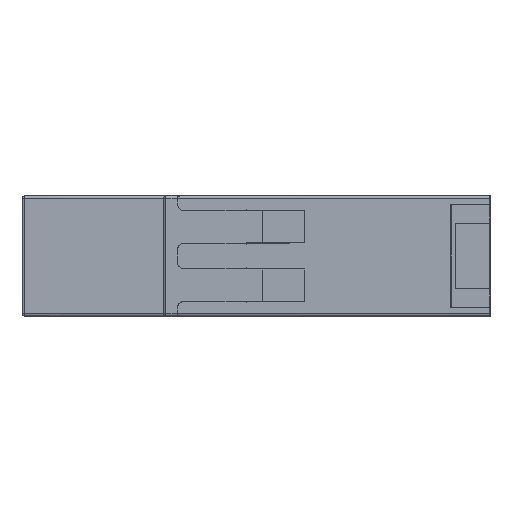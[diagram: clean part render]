
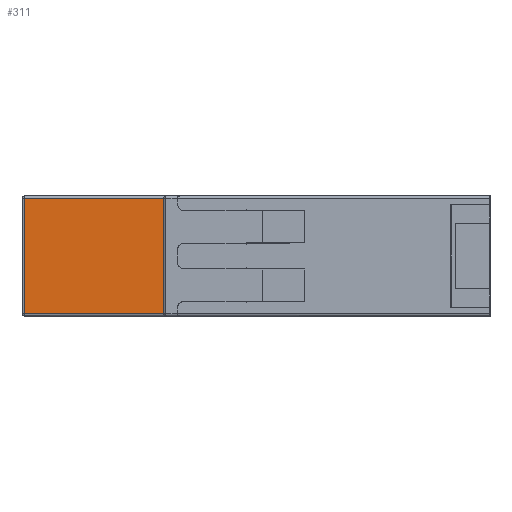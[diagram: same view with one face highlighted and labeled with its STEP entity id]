
A CAD part, left-side view. The second image highlights one B-rep face of the part: STEP entity #311.
In plain terms, the highlighted planar face has unit normal (-1, 0.009, 0).
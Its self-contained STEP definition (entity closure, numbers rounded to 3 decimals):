
#311 = ADVANCED_FACE ( 'NONE', ( #3185 ), #17023, .T. ) ;
#796 = CARTESIAN_POINT ( 'NONE',  ( 12., 34.1, -6.326 ) ) ;
#850 = DIRECTION ( 'NONE',  ( -0.009, -1., 0. ) ) ;
#874 = CARTESIAN_POINT ( 'NONE',  ( 12., 34.1, 7.85 ) ) ;
#1100 = VECTOR ( 'NONE', #15953, 1000. ) ;
#1397 = LINE ( 'NONE', #23094, #18910 ) ;
#1623 = CARTESIAN_POINT ( 'NONE',  ( 11.94, 27.2, 6.45 ) ) ;
#1790 = EDGE_CURVE ( 'NONE', #15404, #3338, #7521, .T. ) ;
#1941 = EDGE_CURVE ( 'NONE', #9126, #4206, #1397, .T. ) ;
#2048 = EDGE_CURVE ( 'NONE', #8122, #22600, #23465, .T. ) ;
#2057 = CARTESIAN_POINT ( 'NONE',  ( 12., 34.1, 1.15 ) ) ;
#2061 = VECTOR ( 'NONE', #11799, 1000. ) ;
#2263 = EDGE_CURVE ( 'NONE', #20077, #22546, #5054, .T. ) ;
#2494 = CARTESIAN_POINT ( 'NONE',  ( 11.94, 27.2, 7.55 ) ) ;
#2542 = VECTOR ( 'NONE', #5488, 1000. ) ;
#2608 = VECTOR ( 'NONE', #19183, 1000. ) ;
#2640 = VECTOR ( 'NONE', #17132, 1000. ) ;
#2712 = ORIENTED_EDGE ( 'NONE', *, *, #6000, .F. ) ;
#2962 = EDGE_CURVE ( 'NONE', #4181, #6507, #22409, .T. ) ;
#3052 = EDGE_CURVE ( 'NONE', #22546, #9789, #16610, .T. ) ;
#3165 = CARTESIAN_POINT ( 'NONE',  ( 12., 34.1, -1.15 ) ) ;
#3185 = FACE_OUTER_BOUND ( 'NONE', #6483, .T. ) ;
#3338 = VERTEX_POINT ( 'NONE', #11196 ) ;
#3634 = ORIENTED_EDGE ( 'NONE', *, *, #7656, .T. ) ;
#4181 = VERTEX_POINT ( 'NONE', #20622 ) ;
#4194 = CARTESIAN_POINT ( 'NONE',  ( 12., 34.1, 7.85 ) ) ;
#4206 = VERTEX_POINT ( 'NONE', #2494 ) ;
#5054 = LINE ( 'NONE', #23161, #1100 ) ;
#5488 = DIRECTION ( 'NONE',  ( 0., 0., 1. ) ) ;
#5529 = VECTOR ( 'NONE', #23075, 1000. ) ;
#6000 = EDGE_CURVE ( 'NONE', #20077, #4206, #19300, .T. ) ;
#6471 = CARTESIAN_POINT ( 'NONE',  ( 12., 34.1, -6.45 ) ) ;
#6483 = EDGE_LOOP ( 'NONE', ( #19631, #11457, #21223, #15139, #3634, #12603, #2712, #16778, #16595, #6707, #20662, #20115 ) ) ;
#6507 = VERTEX_POINT ( 'NONE', #14750 ) ;
#6512 = VECTOR ( 'NONE', #7038, 1000. ) ;
#6707 = ORIENTED_EDGE ( 'NONE', *, *, #6839, .T. ) ;
#6839 = EDGE_CURVE ( 'NONE', #9789, #15835, #20955, .T. ) ;
#7038 = DIRECTION ( 'NONE',  ( -0.009, -1., 0. ) ) ;
#7521 =( BOUNDED_CURVE ( )  B_SPLINE_CURVE ( 3, ( #13274, #17114, #18722, #15163 ),
 .UNSPECIFIED., .F., .F. ) 
 B_SPLINE_CURVE_WITH_KNOTS ( ( 4, 4 ),
 ( 4.712, 6.283 ),
 .UNSPECIFIED. ) 
 CURVE ( )  GEOMETRIC_REPRESENTATION_ITEM ( )  RATIONAL_B_SPLINE_CURVE ( ( 1., 0.805, 0.805, 1. ) ) 
 REPRESENTATION_ITEM ( '' )  );
#7656 = EDGE_CURVE ( 'NONE', #15404, #9126, #12452, .T. ) ;
#7910 = DIRECTION ( 'NONE',  ( -1., 0.009, 0. ) ) ;
#8122 = VERTEX_POINT ( 'NONE', #3165 ) ;
#8417 = DIRECTION ( 'NONE',  ( -0.009, -1., 0. ) ) ;
#9126 = VERTEX_POINT ( 'NONE', #1623 ) ;
#9789 = VERTEX_POINT ( 'NONE', #14707 ) ;
#10276 = CARTESIAN_POINT ( 'NONE',  ( 12., 34.1, 6.45 ) ) ;
#10941 = EDGE_CURVE ( 'NONE', #15835, #6507, #15685, .T. ) ;
#11196 = CARTESIAN_POINT ( 'NONE',  ( 12., 34.1, 6.15 ) ) ;
#11457 = ORIENTED_EDGE ( 'NONE', *, *, #2048, .T. ) ;
#11799 = DIRECTION ( 'NONE',  ( 0., 0., 1. ) ) ;
#12265 = DIRECTION ( 'NONE',  ( 0., 0., 1. ) ) ;
#12452 = LINE ( 'NONE', #10276, #6512 ) ;
#12603 = ORIENTED_EDGE ( 'NONE', *, *, #1941, .T. ) ;
#13274 = CARTESIAN_POINT ( 'NONE',  ( 11.997, 33.8, 6.45 ) ) ;
#13623 = CARTESIAN_POINT ( 'NONE',  ( 11.94, 27.2, -6.45 ) ) ;
#13915 = AXIS2_PLACEMENT_3D ( 'NONE', #4194, #7910, #850 ) ;
#13992 = CARTESIAN_POINT ( 'NONE',  ( 12., 34.1, -7.55 ) ) ;
#14156 = CARTESIAN_POINT ( 'NONE',  ( 12., 34.1, 7.85 ) ) ;
#14301 = EDGE_CURVE ( 'NONE', #4181, #8122, #22430, .T. ) ;
#14507 = CARTESIAN_POINT ( 'NONE',  ( 11.997, 33.8, 6.45 ) ) ;
#14527 = EDGE_CURVE ( 'NONE', #22600, #3338, #17591, .T. ) ;
#14707 = CARTESIAN_POINT ( 'NONE',  ( 11.94, 27.2, -7.55 ) ) ;
#14750 = CARTESIAN_POINT ( 'NONE',  ( 11.997, 33.8, -6.45 ) ) ;
#14868 = CARTESIAN_POINT ( 'NONE',  ( 11.935, 26.699, 7.55 ) ) ;
#15139 = ORIENTED_EDGE ( 'NONE', *, *, #1790, .F. ) ;
#15163 = CARTESIAN_POINT ( 'NONE',  ( 12., 34.1, 6.15 ) ) ;
#15404 = VERTEX_POINT ( 'NONE', #14507 ) ;
#15685 = LINE ( 'NONE', #6471, #5529 ) ;
#15835 = VERTEX_POINT ( 'NONE', #17783 ) ;
#15953 = DIRECTION ( 'NONE',  ( 0., 0., -1. ) ) ;
#16595 = ORIENTED_EDGE ( 'NONE', *, *, #3052, .T. ) ;
#16610 = LINE ( 'NONE', #13992, #20839 ) ;
#16778 = ORIENTED_EDGE ( 'NONE', *, *, #2263, .T. ) ;
#17023 = PLANE ( 'NONE',  #13915 ) ;
#17114 = CARTESIAN_POINT ( 'NONE',  ( 11.999, 33.976, 6.45 ) ) ;
#17132 = DIRECTION ( 'NONE',  ( -0.009, -1., 0. ) ) ;
#17591 = LINE ( 'NONE', #874, #2608 ) ;
#17783 = CARTESIAN_POINT ( 'NONE',  ( 11.94, 27.2, -6.45 ) ) ;
#18722 = CARTESIAN_POINT ( 'NONE',  ( 12., 34.1, 6.326 ) ) ;
#18804 = CARTESIAN_POINT ( 'NONE',  ( 11.997, 33.8, -6.45 ) ) ;
#18910 = VECTOR ( 'NONE', #12265, 1000. ) ;
#19183 = DIRECTION ( 'NONE',  ( 0., 0., 1. ) ) ;
#19261 = CARTESIAN_POINT ( 'NONE',  ( 12.234, 60.903, 7.55 ) ) ;
#19300 = LINE ( 'NONE', #14868, #2640 ) ;
#19405 = CARTESIAN_POINT ( 'NONE',  ( 12.234, 60.903, -7.55 ) ) ;
#19631 = ORIENTED_EDGE ( 'NONE', *, *, #14301, .T. ) ;
#19994 = CARTESIAN_POINT ( 'NONE',  ( 12., 34.1, 7.85 ) ) ;
#20077 = VERTEX_POINT ( 'NONE', #19261 ) ;
#20115 = ORIENTED_EDGE ( 'NONE', *, *, #2962, .F. ) ;
#20385 = CARTESIAN_POINT ( 'NONE',  ( 11.999, 33.976, -6.45 ) ) ;
#20534 = CARTESIAN_POINT ( 'NONE',  ( 12., 34.1, -6.15 ) ) ;
#20622 = CARTESIAN_POINT ( 'NONE',  ( 12., 34.1, -6.15 ) ) ;
#20662 = ORIENTED_EDGE ( 'NONE', *, *, #10941, .T. ) ;
#20839 = VECTOR ( 'NONE', #8417, 1000. ) ;
#20955 = LINE ( 'NONE', #13623, #2061 ) ;
#21223 = ORIENTED_EDGE ( 'NONE', *, *, #14527, .T. ) ;
#21846 = DIRECTION ( 'NONE',  ( 0., 0., 1. ) ) ;
#22409 =( BOUNDED_CURVE ( )  B_SPLINE_CURVE ( 3, ( #20534, #796, #20385, #18804 ),
 .UNSPECIFIED., .F., .F. ) 
 B_SPLINE_CURVE_WITH_KNOTS ( ( 4, 4 ),
 ( 3.142, 4.712 ),
 .UNSPECIFIED. ) 
 CURVE ( )  GEOMETRIC_REPRESENTATION_ITEM ( )  RATIONAL_B_SPLINE_CURVE ( ( 1., 0.805, 0.805, 1. ) ) 
 REPRESENTATION_ITEM ( '' )  );
#22430 = LINE ( 'NONE', #19994, #22987 ) ;
#22546 = VERTEX_POINT ( 'NONE', #19405 ) ;
#22600 = VERTEX_POINT ( 'NONE', #2057 ) ;
#22987 = VECTOR ( 'NONE', #21846, 1000. ) ;
#23075 = DIRECTION ( 'NONE',  ( 0.009, 1., 0. ) ) ;
#23094 = CARTESIAN_POINT ( 'NONE',  ( 11.94, 27.2, 6.45 ) ) ;
#23161 = CARTESIAN_POINT ( 'NONE',  ( 12.234, 60.903, 7.85 ) ) ;
#23465 = LINE ( 'NONE', #14156, #2542 ) ;
